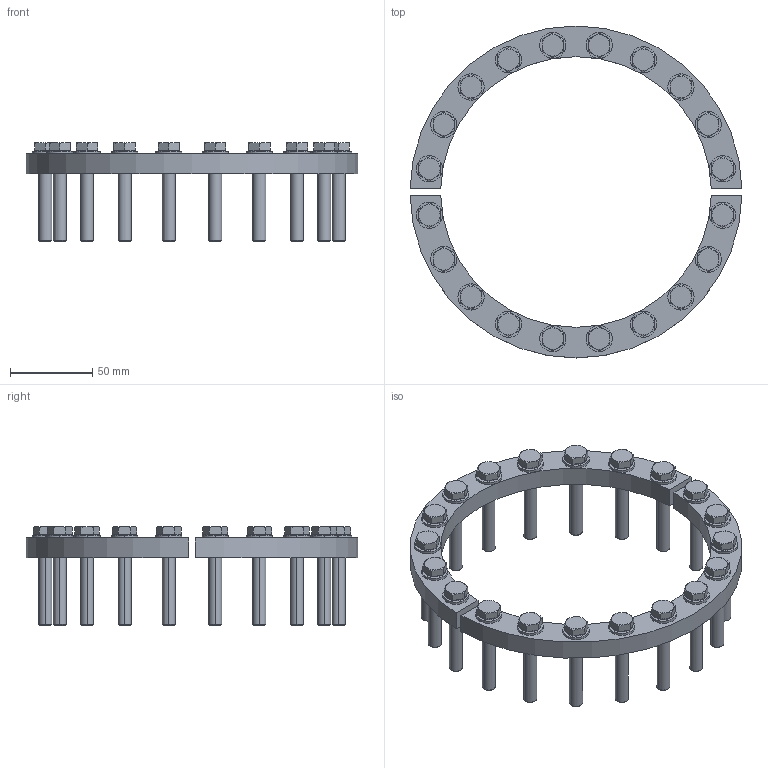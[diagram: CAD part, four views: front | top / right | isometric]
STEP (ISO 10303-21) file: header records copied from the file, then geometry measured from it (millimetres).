
FILE_DESCRIPTION (( 'STEP AP214' ), '1' );
FILE_NAME ('420BMH160.stp', '2017-04-21T09:38:50', ( '' ), ( '' ), 'SwSTEP 2.0', 'SolidWorks 2015', '' );
FILE_SCHEMA (( 'AUTOMOTIVE_DESIGN' ));
Length unit declared in the file: millimetre
Products named in the file (1): 420BMH160
Bounding box: 202.36 x 202.4 x 60.3 mm (x, y, z)
Volume: 194152.3 mm3; surface area: 85580 mm2
Topology: 42 solids, 42 shells, 752 faces, 1584 edges, 936 vertices
Faces by surface type: plane 348, cylinder 204, cone 160, torus 40
Entity records: 29631 total; most frequent: CARTESIAN_POINT 4633, DIRECTION 3578, ORIENTED_EDGE 3168, EDGE_CURVE 1584, AXIS2_PLACEMENT_3D 1481, VERTEX_POINT 936, EDGE_LOOP 852, UNCERTAINTY_MEASURE_WITH_UNIT 796
